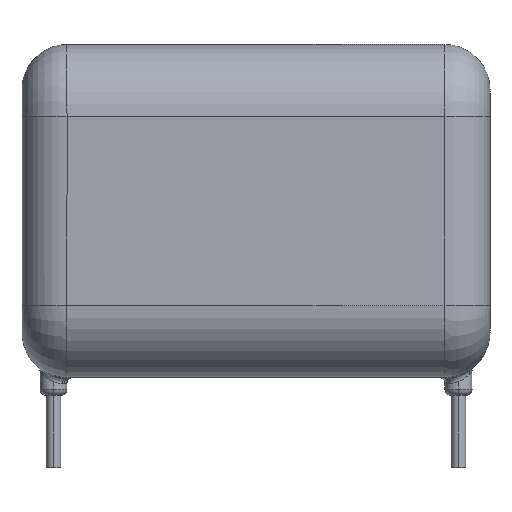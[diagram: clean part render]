
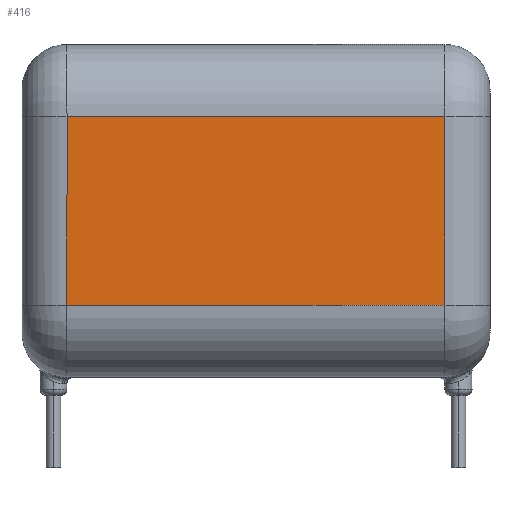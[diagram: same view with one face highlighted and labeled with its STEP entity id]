
A CAD part, top view. The second image highlights one B-rep face of the part: STEP entity #416.
In plain terms, the highlighted planar face has unit normal (0, 0, 1).
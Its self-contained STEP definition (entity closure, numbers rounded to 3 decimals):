
#88 = VERTEX_POINT ( 'NONE', #687 ) ;
#247 = EDGE_CURVE ( 'NONE', #248, #249, #1455, .T. ) ;
#248 = VERTEX_POINT ( 'NONE', #1451 ) ;
#249 = VERTEX_POINT ( 'NONE', #1450 ) ;
#296 = EDGE_LOOP ( 'NONE', ( #297, #298, #300, #301 ) ) ;
#297 = ORIENTED_EDGE ( 'NONE', *, *, #247, .T. ) ;
#298 = ORIENTED_EDGE ( 'NONE', *, *, #299, .T. ) ;
#299 = EDGE_CURVE ( 'NONE', #249, #88, #1587, .T. ) ;
#300 = ORIENTED_EDGE ( 'NONE', *, *, #322, .F. ) ;
#301 = ORIENTED_EDGE ( 'NONE', *, *, #302, .T. ) ;
#302 = EDGE_CURVE ( 'NONE', #335, #248, #1583, .T. ) ;
#322 = EDGE_CURVE ( 'NONE', #335, #88, #1637, .T. ) ;
#335 = VERTEX_POINT ( 'NONE', #1729 ) ;
#416 = ADVANCED_FACE ( 'NONE', ( #2061 ), #2116, .F. ) ;
#687 = CARTESIAN_POINT ( 'NONE',  ( -10.5, 6., 4.65 ) ) ;
#1450 = CARTESIAN_POINT ( 'NONE',  ( -10.5, 16.5, 4.65 ) ) ;
#1451 = CARTESIAN_POINT ( 'NONE',  ( 10.5, 16.5, 4.65 ) ) ;
#1452 = DIRECTION ( 'NONE',  ( -1., 0., 0. ) ) ;
#1453 = VECTOR ( 'NONE', #1452, 1000. ) ;
#1454 = CARTESIAN_POINT ( 'NONE',  ( 13., 16.5, 4.65 ) ) ;
#1455 = LINE ( 'NONE', #1454, #1453 ) ;
#1580 = DIRECTION ( 'NONE',  ( 0., 1., 0. ) ) ;
#1581 = VECTOR ( 'NONE', #1580, 1000. ) ;
#1582 = CARTESIAN_POINT ( 'NONE',  ( 10.5, 16.5, 4.65 ) ) ;
#1583 = LINE ( 'NONE', #1582, #1581 ) ;
#1584 = DIRECTION ( 'NONE',  ( 0., -1., 0. ) ) ;
#1585 = VECTOR ( 'NONE', #1584, 1000. ) ;
#1586 = CARTESIAN_POINT ( 'NONE',  ( -10.5, 16.5, 4.65 ) ) ;
#1587 = LINE ( 'NONE', #1586, #1585 ) ;
#1634 = DIRECTION ( 'NONE',  ( -1., 0., 0. ) ) ;
#1635 = VECTOR ( 'NONE', #1634, 1000. ) ;
#1636 = CARTESIAN_POINT ( 'NONE',  ( 13., 6., 4.65 ) ) ;
#1637 = LINE ( 'NONE', #1636, #1635 ) ;
#1729 = CARTESIAN_POINT ( 'NONE',  ( 10.5, 6., 4.65 ) ) ;
#2061 = FACE_OUTER_BOUND ( 'NONE', #296, .T. ) ;
#2110 = DIRECTION ( 'NONE',  ( 0., 1., 0. ) ) ;
#2111 = DIRECTION ( 'NONE',  ( 0., 0., -1. ) ) ;
#2112 = CARTESIAN_POINT ( 'NONE',  ( 13., 16.5, 4.65 ) ) ;
#2113 = AXIS2_PLACEMENT_3D ( 'NONE', #2112, #2111, #2110 ) ;
#2116 = PLANE ( 'NONE',  #2113 ) ;
